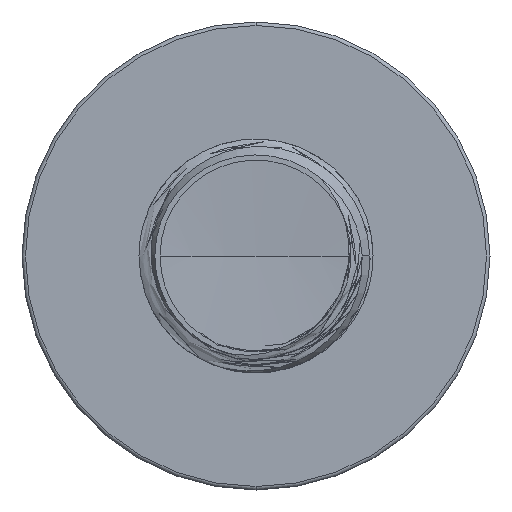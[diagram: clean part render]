
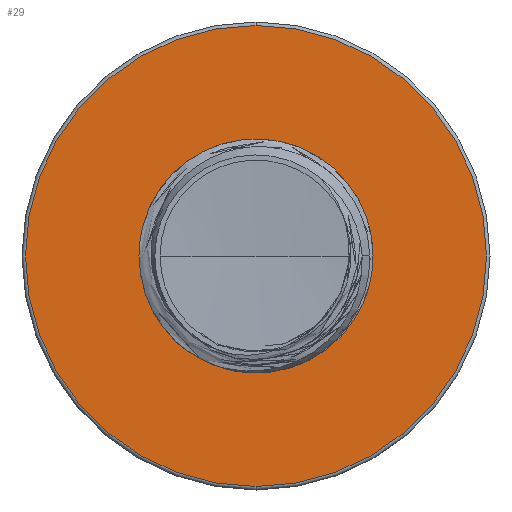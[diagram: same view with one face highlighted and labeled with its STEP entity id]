
A CAD part, front view. The second image highlights one B-rep face of the part: STEP entity #29.
In plain terms, the highlighted planar face has unit normal (0, -1, 0).
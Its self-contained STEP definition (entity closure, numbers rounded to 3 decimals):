
#29 = ADVANCED_FACE ( 'NONE', ( #4000, #9085 ), #24065, .T. ) ;
#690 = VERTEX_POINT ( 'NONE', #21812 ) ;
#1373 = CARTESIAN_POINT ( 'NONE',  ( 0., 7.5, 0. ) ) ;
#2066 = CARTESIAN_POINT ( 'NONE',  ( 0., 7.5, 0. ) ) ;
#2613 = DIRECTION ( 'NONE',  ( 0., 0., -1. ) ) ;
#2636 = DIRECTION ( 'NONE',  ( 0., -1., 0. ) ) ;
#2661 = CARTESIAN_POINT ( 'NONE',  ( 0., 7.5, 0. ) ) ;
#3292 = DIRECTION ( 'NONE',  ( 0., 0., -1. ) ) ;
#3572 = ORIENTED_EDGE ( 'NONE', *, *, #8312, .F. ) ;
#4000 = FACE_OUTER_BOUND ( 'NONE', #5338, .T. ) ;
#4022 = AXIS2_PLACEMENT_3D ( 'NONE', #1373, #14555, #3292 ) ;
#4041 = DIRECTION ( 'NONE',  ( 0., 0., -1. ) ) ;
#4211 = EDGE_CURVE ( 'NONE', #12068, #22626, #13624, .T. ) ;
#4683 = CARTESIAN_POINT ( 'NONE',  ( 0., 7.5, -1.971 ) ) ;
#4726 = ORIENTED_EDGE ( 'NONE', *, *, #16259, .F. ) ;
#5338 = EDGE_LOOP ( 'NONE', ( #8119, #12965 ) ) ;
#5493 = AXIS2_PLACEMENT_3D ( 'NONE', #2066, #15238, #4041 ) ;
#7085 = AXIS2_PLACEMENT_3D ( 'NONE', #2661, #2636, #2613 ) ;
#7252 = CIRCLE ( 'NONE', #4022, 1.971 ) ;
#7483 = CARTESIAN_POINT ( 'NONE',  ( 0., 7.5, 3.94 ) ) ;
#7984 = EDGE_CURVE ( 'NONE', #22626, #12068, #23109, .T. ) ;
#8119 = ORIENTED_EDGE ( 'NONE', *, *, #4211, .T. ) ;
#8312 = EDGE_CURVE ( 'NONE', #17191, #690, #15905, .T. ) ;
#8934 = AXIS2_PLACEMENT_3D ( 'NONE', #11315, #11059, #11055 ) ;
#9070 = CARTESIAN_POINT ( 'NONE',  ( 0., 7.5, 0. ) ) ;
#9085 = FACE_BOUND ( 'NONE', #20111, .T. ) ;
#10213 = CARTESIAN_POINT ( 'NONE',  ( 0., 7.5, -3.94 ) ) ;
#10882 = DIRECTION ( 'NONE',  ( 0., 0., -1. ) ) ;
#11055 = DIRECTION ( 'NONE',  ( 0., 0., -1. ) ) ;
#11059 = DIRECTION ( 'NONE',  ( 0., -1., 0. ) ) ;
#11315 = CARTESIAN_POINT ( 'NONE',  ( 0., 7.5, 1.971 ) ) ;
#12068 = VERTEX_POINT ( 'NONE', #10213 ) ;
#12965 = ORIENTED_EDGE ( 'NONE', *, *, #7984, .T. ) ;
#13624 = CIRCLE ( 'NONE', #7085, 3.94 ) ;
#14555 = DIRECTION ( 'NONE',  ( 0., -1., 0. ) ) ;
#15238 = DIRECTION ( 'NONE',  ( 0., -1., 0. ) ) ;
#15861 = AXIS2_PLACEMENT_3D ( 'NONE', #9070, #21927, #10882 ) ;
#15905 = CIRCLE ( 'NONE', #5493, 1.971 ) ;
#16259 = EDGE_CURVE ( 'NONE', #690, #17191, #7252, .T. ) ;
#17191 = VERTEX_POINT ( 'NONE', #4683 ) ;
#20111 = EDGE_LOOP ( 'NONE', ( #3572, #4726 ) ) ;
#21812 = CARTESIAN_POINT ( 'NONE',  ( 0., 7.5, 1.971 ) ) ;
#21927 = DIRECTION ( 'NONE',  ( 0., -1., 0. ) ) ;
#22626 = VERTEX_POINT ( 'NONE', #7483 ) ;
#23109 = CIRCLE ( 'NONE', #15861, 3.94 ) ;
#24065 = PLANE ( 'NONE',  #8934 ) ;
